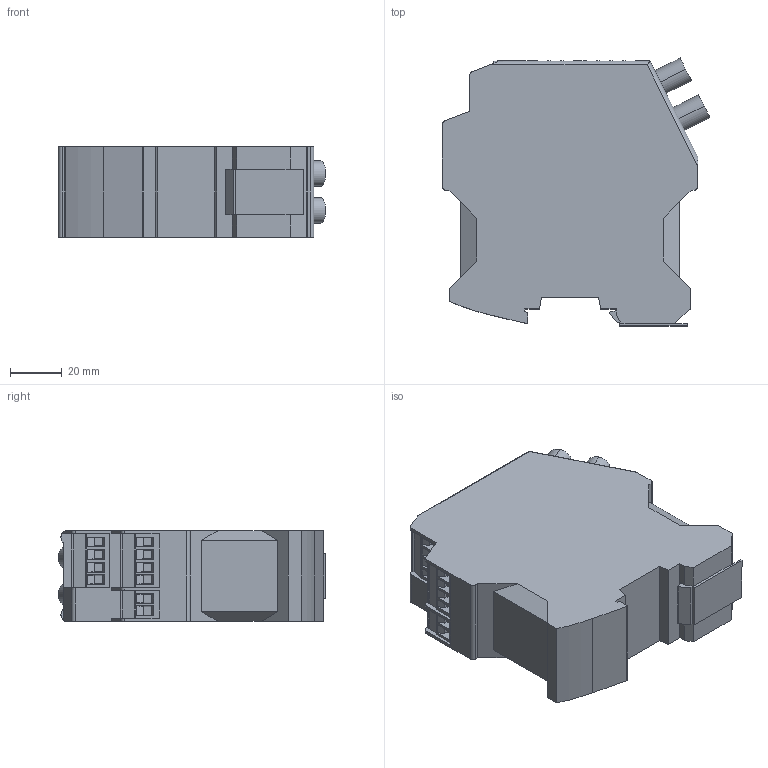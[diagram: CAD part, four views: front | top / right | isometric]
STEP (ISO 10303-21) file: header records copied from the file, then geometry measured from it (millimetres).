
FILE_DESCRIPTION(('SolidDesigner STEP Export'),'2;1');
FILE_NAME('2708326_PSI_MOS_RS485W2_FO_850_T-select.stp','2011-05-19T14:38:46',(''),(''),'CoCreate Modeling STEP processor for AP214 (Solid Model)','CoCreate Modeling 16.00A 16-Aug-2008 (C) Parametric Technology GmbH','');
FILE_SCHEMA(('AUTOMOTIVE_DESIGN { 1 0 10303 214 1 1 1 1 }'));
Length unit declared in the file: millimetre
Products named in the file (2): 2708326_PSI_MOS_RS485W2_FO_850_T-select
Assembly tree (1 placements, depth 2):
  2708326_PSI_MOS_RS485W2_FO_850_T-select
    2708326_PSI_MOS_RS485W2_FO_850_T-select
Bounding box: 103.63 x 103.74 x 35.2 mm (x, y, z)
Volume: 294902 mm3; surface area: 33452.1 mm2
Topology: 1 solids, 1 shells, 299 faces, 812 edges, 540 vertices
Faces by surface type: plane 247, cylinder 52
Entity records: 10754 total; most frequent: ORIENTED_EDGE 1624, CARTESIAN_POINT 1545, DIRECTION 1361, EDGE_CURVE 812, VECTOR 649, LINE 649, VERTEX_POINT 540, AXIS2_PLACEMENT_3D 356
